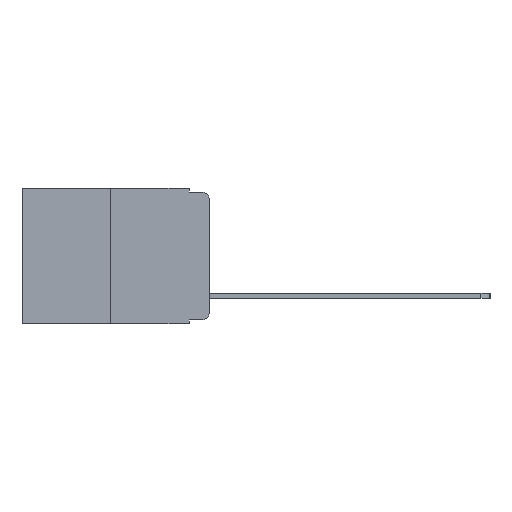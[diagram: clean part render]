
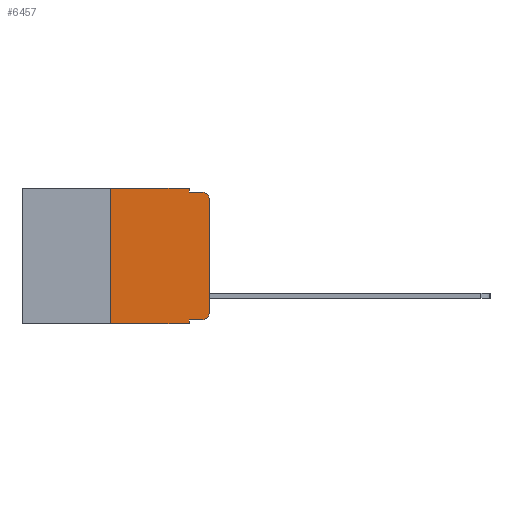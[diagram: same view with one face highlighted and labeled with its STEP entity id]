
A CAD part, left-side view. The second image highlights one B-rep face of the part: STEP entity #6457.
In plain terms, the highlighted planar face has unit normal (-1, 0, 0).
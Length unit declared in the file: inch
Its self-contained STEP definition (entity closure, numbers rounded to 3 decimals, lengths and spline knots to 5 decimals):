
#211 = VECTOR ( 'NONE', #2426, 39.37008 ) ;
#336 = DIRECTION ( 'NONE',  ( 0., 0., -1. ) ) ;
#522 = LINE ( 'NONE', #1429, #211 ) ;
#585 = DIRECTION ( 'NONE',  ( 0., -1., 0. ) ) ;
#639 = ORIENTED_EDGE ( 'NONE', *, *, #6421, .F. ) ;
#767 = VECTOR ( 'NONE', #12216, 39.37008 ) ;
#869 = EDGE_CURVE ( 'NONE', #7091, #2703, #7559, .T. ) ;
#903 = EDGE_CURVE ( 'NONE', #1660, #8658, #11375, .T. ) ;
#916 = CARTESIAN_POINT ( 'NONE',  ( 0., 0.051, 0. ) ) ;
#1152 = EDGE_CURVE ( 'NONE', #3536, #2703, #2246, .T. ) ;
#1422 = ORIENTED_EDGE ( 'NONE', *, *, #5369, .T. ) ;
#1429 = CARTESIAN_POINT ( 'NONE',  ( 0., 0.051, -0.333 ) ) ;
#1434 = DIRECTION ( 'NONE',  ( -1., 0., 0. ) ) ;
#1602 = LINE ( 'NONE', #12226, #3910 ) ;
#1645 = LINE ( 'NONE', #4207, #11535 ) ;
#1660 = VERTEX_POINT ( 'NONE', #4914 ) ;
#1779 = VECTOR ( 'NONE', #585, 39.37008 ) ;
#2246 = CIRCLE ( 'NONE', #2414, 0.02 ) ;
#2376 = FACE_OUTER_BOUND ( 'NONE', #4138, .T. ) ;
#2414 = AXIS2_PLACEMENT_3D ( 'NONE', #11818, #11817, #336 ) ;
#2426 = DIRECTION ( 'NONE',  ( 0., -1., 0. ) ) ;
#2703 = VERTEX_POINT ( 'NONE', #3100 ) ;
#3001 = LINE ( 'NONE', #5000, #10348 ) ;
#3100 = CARTESIAN_POINT ( 'NONE',  ( 0., 0.02, -0.01 ) ) ;
#3114 = CARTESIAN_POINT ( 'NONE',  ( 0., 0.473, 0. ) ) ;
#3293 = ORIENTED_EDGE ( 'NONE', *, *, #6642, .T. ) ;
#3536 = VERTEX_POINT ( 'NONE', #10994 ) ;
#3623 = CARTESIAN_POINT ( 'NONE',  ( 0., 0.25, -0.343 ) ) ;
#3910 = VECTOR ( 'NONE', #7545, 39.37008 ) ;
#4094 = CARTESIAN_POINT ( 'NONE',  ( 0., 0.051, -0.01 ) ) ;
#4138 = EDGE_LOOP ( 'NONE', ( #4836, #9298, #8584, #10089, #9737, #639, #1422, #10185, #3293, #5756 ) ) ;
#4207 = CARTESIAN_POINT ( 'NONE',  ( 0., 0.473, -0.343 ) ) ;
#4836 = ORIENTED_EDGE ( 'NONE', *, *, #9478, .T. ) ;
#4914 = CARTESIAN_POINT ( 'NONE',  ( 0., 0.051, -0.333 ) ) ;
#4933 = VERTEX_POINT ( 'NONE', #3623 ) ;
#5000 = CARTESIAN_POINT ( 'NONE',  ( 0., 0.25, 0. ) ) ;
#5088 = DIRECTION ( 'NONE',  ( 0., 0., -1. ) ) ;
#5267 = AXIS2_PLACEMENT_3D ( 'NONE', #7275, #1434, #8200 ) ;
#5369 = EDGE_CURVE ( 'NONE', #4933, #8658, #1645, .T. ) ;
#5756 = ORIENTED_EDGE ( 'NONE', *, *, #11133, .T. ) ;
#6150 = AXIS2_PLACEMENT_3D ( 'NONE', #3114, #10780, #5088 ) ;
#6421 = EDGE_CURVE ( 'NONE', #4933, #10199, #3001, .T. ) ;
#6457 = ADVANCED_FACE ( 'NONE', ( #2376 ), #9827, .F. ) ;
#6580 = DIRECTION ( 'NONE',  ( 0., 0., -1. ) ) ;
#6642 = EDGE_CURVE ( 'NONE', #1660, #10428, #522, .T. ) ;
#6870 = LINE ( 'NONE', #8929, #9058 ) ;
#6924 = VERTEX_POINT ( 'NONE', #11436 ) ;
#7091 = VERTEX_POINT ( 'NONE', #4094 ) ;
#7275 = CARTESIAN_POINT ( 'NONE',  ( 0., 0.02, -0.313 ) ) ;
#7361 = VERTEX_POINT ( 'NONE', #12090 ) ;
#7545 = DIRECTION ( 'NONE',  ( 0., 0., -1. ) ) ;
#7559 = LINE ( 'NONE', #8638, #1779 ) ;
#8200 = DIRECTION ( 'NONE',  ( 0., 0., -1. ) ) ;
#8492 = LINE ( 'NONE', #9374, #767 ) ;
#8584 = ORIENTED_EDGE ( 'NONE', *, *, #869, .F. ) ;
#8638 = CARTESIAN_POINT ( 'NONE',  ( 0., 0.051, -0.01 ) ) ;
#8658 = VERTEX_POINT ( 'NONE', #11838 ) ;
#8865 = CARTESIAN_POINT ( 'NONE',  ( 0., 0.02, -0.333 ) ) ;
#8870 = VECTOR ( 'NONE', #6580, 39.37008 ) ;
#8929 = CARTESIAN_POINT ( 'NONE',  ( 0., 0.473, 0. ) ) ;
#8995 = DIRECTION ( 'NONE',  ( 0., -1., 0. ) ) ;
#9058 = VECTOR ( 'NONE', #9901, 39.37008 ) ;
#9125 = CIRCLE ( 'NONE', #5267, 0.02 ) ;
#9160 = EDGE_CURVE ( 'NONE', #10199, #7361, #6870, .T. ) ;
#9298 = ORIENTED_EDGE ( 'NONE', *, *, #1152, .T. ) ;
#9374 = CARTESIAN_POINT ( 'NONE',  ( 0., 0., 0. ) ) ;
#9478 = EDGE_CURVE ( 'NONE', #6924, #3536, #8492, .T. ) ;
#9732 = DIRECTION ( 'NONE',  ( 0., 0., 1. ) ) ;
#9737 = ORIENTED_EDGE ( 'NONE', *, *, #9160, .F. ) ;
#9827 = PLANE ( 'NONE',  #6150 ) ;
#9901 = DIRECTION ( 'NONE',  ( 0., -1., 0. ) ) ;
#10089 = ORIENTED_EDGE ( 'NONE', *, *, #11314, .F. ) ;
#10185 = ORIENTED_EDGE ( 'NONE', *, *, #903, .F. ) ;
#10199 = VERTEX_POINT ( 'NONE', #11340 ) ;
#10348 = VECTOR ( 'NONE', #9732, 39.37008 ) ;
#10428 = VERTEX_POINT ( 'NONE', #8865 ) ;
#10780 = DIRECTION ( 'NONE',  ( 1., 0., 0. ) ) ;
#10994 = CARTESIAN_POINT ( 'NONE',  ( 0., 0., -0.03 ) ) ;
#11133 = EDGE_CURVE ( 'NONE', #10428, #6924, #9125, .T. ) ;
#11314 = EDGE_CURVE ( 'NONE', #7361, #7091, #1602, .T. ) ;
#11340 = CARTESIAN_POINT ( 'NONE',  ( 0., 0.25, 0. ) ) ;
#11375 = LINE ( 'NONE', #916, #8870 ) ;
#11436 = CARTESIAN_POINT ( 'NONE',  ( 0., 0., -0.313 ) ) ;
#11535 = VECTOR ( 'NONE', #8995, 39.37008 ) ;
#11817 = DIRECTION ( 'NONE',  ( -1., 0., 0. ) ) ;
#11818 = CARTESIAN_POINT ( 'NONE',  ( 0., 0.02, -0.03 ) ) ;
#11838 = CARTESIAN_POINT ( 'NONE',  ( 0., 0.051, -0.343 ) ) ;
#12090 = CARTESIAN_POINT ( 'NONE',  ( 0., 0.051, 0. ) ) ;
#12216 = DIRECTION ( 'NONE',  ( 0., 0., 1. ) ) ;
#12226 = CARTESIAN_POINT ( 'NONE',  ( 0., 0.051, 0. ) ) ;
